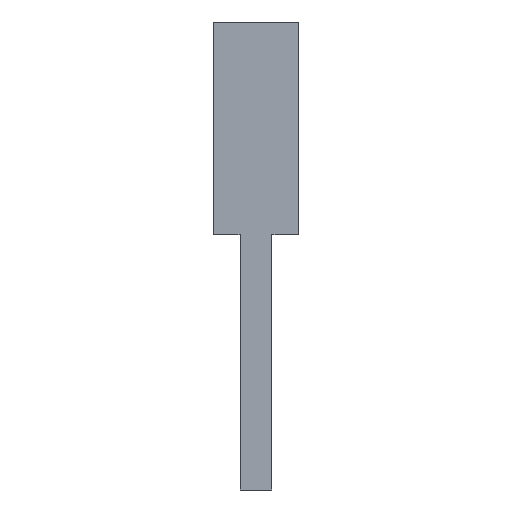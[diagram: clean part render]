
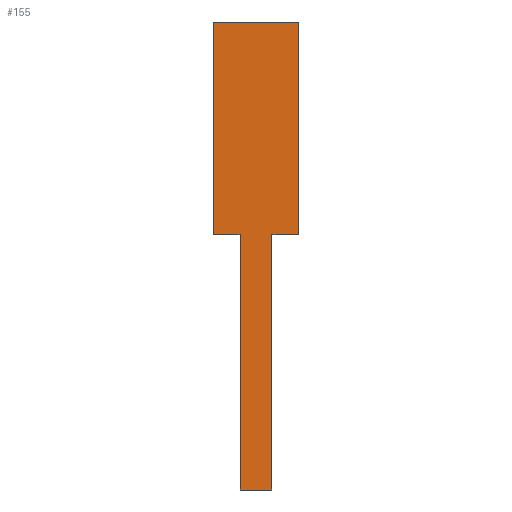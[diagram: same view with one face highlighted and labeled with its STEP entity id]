
A CAD part, left-side view. The second image highlights one B-rep face of the part: STEP entity #155.
In plain terms, the highlighted planar face has unit normal (-1, 0, 0).
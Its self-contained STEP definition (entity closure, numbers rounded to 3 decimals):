
#3 = VECTOR ( 'NONE', #231, 1000. ) ;
#4 = ORIENTED_EDGE ( 'NONE', *, *, #282, .F. ) ;
#10 = CARTESIAN_POINT ( 'NONE',  ( -6., -2., -10. ) ) ;
#14 = EDGE_CURVE ( 'NONE', #147, #320, #257, .T. ) ;
#25 = EDGE_CURVE ( 'NONE', #136, #300, #163, .T. ) ;
#29 = DIRECTION ( 'NONE',  ( -1., 0., 0. ) ) ;
#32 = CARTESIAN_POINT ( 'NONE',  ( -6., 0.75, -22. ) ) ;
#38 = EDGE_CURVE ( 'NONE', #228, #244, #322, .T. ) ;
#42 = VECTOR ( 'NONE', #243, 1000. ) ;
#45 = CARTESIAN_POINT ( 'NONE',  ( -6., -0.75, -10. ) ) ;
#46 = LINE ( 'NONE', #288, #110 ) ;
#52 = ORIENTED_EDGE ( 'NONE', *, *, #303, .F. ) ;
#54 = VECTOR ( 'NONE', #168, 1000. ) ;
#59 = VECTOR ( 'NONE', #277, 1000. ) ;
#60 = PLANE ( 'NONE',  #212 ) ;
#65 = DIRECTION ( 'NONE',  ( 0., -1., 0. ) ) ;
#79 = ORIENTED_EDGE ( 'NONE', *, *, #25, .F. ) ;
#80 = EDGE_CURVE ( 'NONE', #320, #97, #262, .T. ) ;
#85 = CARTESIAN_POINT ( 'NONE',  ( -6., 0.75, -10. ) ) ;
#95 = CARTESIAN_POINT ( 'NONE',  ( -6., -2., 0. ) ) ;
#96 = LINE ( 'NONE', #203, #42 ) ;
#97 = VERTEX_POINT ( 'NONE', #32 ) ;
#110 = VECTOR ( 'NONE', #313, 1000. ) ;
#115 = CARTESIAN_POINT ( 'NONE',  ( -6., -0.75, -22. ) ) ;
#121 = CARTESIAN_POINT ( 'NONE',  ( -6., 2., -10. ) ) ;
#122 = LINE ( 'NONE', #240, #54 ) ;
#130 = VECTOR ( 'NONE', #306, 1000. ) ;
#136 = VERTEX_POINT ( 'NONE', #318 ) ;
#137 = EDGE_CURVE ( 'NONE', #97, #228, #122, .T. ) ;
#138 = ORIENTED_EDGE ( 'NONE', *, *, #14, .F. ) ;
#146 = CARTESIAN_POINT ( 'NONE',  ( -6., 2., 0. ) ) ;
#147 = VERTEX_POINT ( 'NONE', #289 ) ;
#151 = FACE_OUTER_BOUND ( 'NONE', #235, .T. ) ;
#155 = ADVANCED_FACE ( 'NONE', ( #151 ), #60, .T. ) ;
#157 = ORIENTED_EDGE ( 'NONE', *, *, #137, .F. ) ;
#163 = LINE ( 'NONE', #146, #276 ) ;
#168 = DIRECTION ( 'NONE',  ( 0., 0., 1. ) ) ;
#170 = VERTEX_POINT ( 'NONE', #10 ) ;
#178 = EDGE_CURVE ( 'NONE', #170, #147, #46, .T. ) ;
#194 = CARTESIAN_POINT ( 'NONE',  ( -6., 0., 0. ) ) ;
#199 = DIRECTION ( 'NONE',  ( 0., 1., 0. ) ) ;
#203 = CARTESIAN_POINT ( 'NONE',  ( -6., -2., -10. ) ) ;
#212 = AXIS2_PLACEMENT_3D ( 'NONE', #194, #29, #216 ) ;
#216 = DIRECTION ( 'NONE',  ( 0., 0., 1. ) ) ;
#228 = VERTEX_POINT ( 'NONE', #85 ) ;
#231 = DIRECTION ( 'NONE',  ( 0., 0., -1. ) ) ;
#235 = EDGE_LOOP ( 'NONE', ( #79, #4, #285, #157, #260, #138, #329, #52 ) ) ;
#240 = CARTESIAN_POINT ( 'NONE',  ( -6., 0.75, -22. ) ) ;
#243 = DIRECTION ( 'NONE',  ( 0., 0., -1. ) ) ;
#244 = VERTEX_POINT ( 'NONE', #248 ) ;
#248 = CARTESIAN_POINT ( 'NONE',  ( -6., 2., -10. ) ) ;
#257 = LINE ( 'NONE', #45, #3 ) ;
#260 = ORIENTED_EDGE ( 'NONE', *, *, #80, .F. ) ;
#262 = LINE ( 'NONE', #115, #130 ) ;
#269 = CARTESIAN_POINT ( 'NONE',  ( -6., 2., -10. ) ) ;
#276 = VECTOR ( 'NONE', #65, 1000. ) ;
#277 = DIRECTION ( 'NONE',  ( 0., 0., 1. ) ) ;
#280 = VECTOR ( 'NONE', #199, 1000. ) ;
#282 = EDGE_CURVE ( 'NONE', #244, #136, #302, .T. ) ;
#285 = ORIENTED_EDGE ( 'NONE', *, *, #38, .F. ) ;
#288 = CARTESIAN_POINT ( 'NONE',  ( -6., -0.75, -10. ) ) ;
#289 = CARTESIAN_POINT ( 'NONE',  ( -6., -0.75, -10. ) ) ;
#300 = VERTEX_POINT ( 'NONE', #95 ) ;
#302 = LINE ( 'NONE', #121, #59 ) ;
#303 = EDGE_CURVE ( 'NONE', #300, #170, #96, .T. ) ;
#306 = DIRECTION ( 'NONE',  ( 0., 1., 0. ) ) ;
#313 = DIRECTION ( 'NONE',  ( 0., 1., 0. ) ) ;
#318 = CARTESIAN_POINT ( 'NONE',  ( -6., 2., 0. ) ) ;
#320 = VERTEX_POINT ( 'NONE', #321 ) ;
#321 = CARTESIAN_POINT ( 'NONE',  ( -6., -0.75, -22. ) ) ;
#322 = LINE ( 'NONE', #269, #280 ) ;
#329 = ORIENTED_EDGE ( 'NONE', *, *, #178, .F. ) ;
